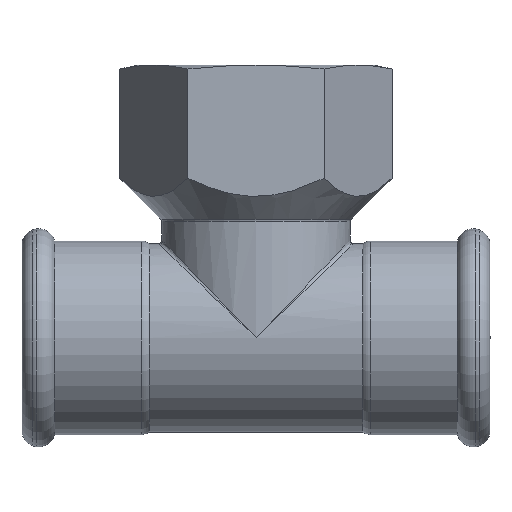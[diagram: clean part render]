
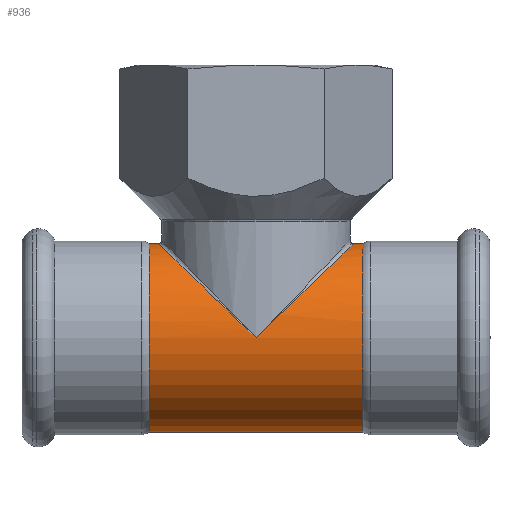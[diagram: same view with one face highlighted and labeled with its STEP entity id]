
A CAD part, front view. The second image highlights one B-rep face of the part: STEP entity #936.
In plain terms, the highlighted cylindrical face has radius 28 mm (diameter 56 mm), a full revolution.
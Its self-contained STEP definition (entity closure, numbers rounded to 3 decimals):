
#54=ELLIPSE('',#1048,40.311,28.);
#56=ELLIPSE('',#1050,40.311,28.);
#70=LINE('',#2130,#96);
#71=LINE('',#2132,#97);
#96=VECTOR('',#1275,28.);
#97=VECTOR('',#1276,28.);
#122=CYLINDRICAL_SURFACE('',#1051,28.);
#145=FACE_OUTER_BOUND('',#195,.T.);
#195=EDGE_LOOP('',(#671,#672,#673,#674,#675,#676,#677,#678,#679,#680,#681,
#682));
#276=CIRCLE('',#1052,28.);
#277=CIRCLE('',#1053,28.);
#278=CIRCLE('',#1054,28.);
#279=CIRCLE('',#1055,28.);
#280=CIRCLE('',#1056,28.);
#281=CIRCLE('',#1057,28.);
#375=VERTEX_POINT('',#2066);
#377=VERTEX_POINT('',#2069);
#378=VERTEX_POINT('',#2125);
#379=VERTEX_POINT('',#2126);
#380=VERTEX_POINT('',#2128);
#381=VERTEX_POINT('',#2131);
#382=VERTEX_POINT('',#2133);
#383=VERTEX_POINT('',#2135);
#494=EDGE_CURVE('',#377,#375,#54,.T.);
#496=EDGE_CURVE('',#375,#377,#56,.T.);
#497=EDGE_CURVE('',#378,#379,#276,.T.);
#498=EDGE_CURVE('',#380,#378,#277,.T.);
#499=EDGE_CURVE('',#380,#377,#70,.T.);
#500=EDGE_CURVE('',#377,#381,#71,.T.);
#501=EDGE_CURVE('',#381,#382,#278,.T.);
#502=EDGE_CURVE('',#382,#383,#279,.T.);
#503=EDGE_CURVE('',#383,#381,#280,.T.);
#504=EDGE_CURVE('',#379,#380,#281,.T.);
#671=ORIENTED_EDGE('',*,*,#497,.F.);
#672=ORIENTED_EDGE('',*,*,#498,.F.);
#673=ORIENTED_EDGE('',*,*,#499,.T.);
#674=ORIENTED_EDGE('',*,*,#500,.T.);
#675=ORIENTED_EDGE('',*,*,#501,.T.);
#676=ORIENTED_EDGE('',*,*,#502,.T.);
#677=ORIENTED_EDGE('',*,*,#503,.T.);
#678=ORIENTED_EDGE('',*,*,#500,.F.);
#679=ORIENTED_EDGE('',*,*,#496,.F.);
#680=ORIENTED_EDGE('',*,*,#494,.F.);
#681=ORIENTED_EDGE('',*,*,#499,.F.);
#682=ORIENTED_EDGE('',*,*,#504,.F.);
#936=ADVANCED_FACE('',(#145),#122,.T.);
#1048=AXIS2_PLACEMENT_3D('',#2071,#1263,#1264);
#1050=AXIS2_PLACEMENT_3D('',#2123,#1267,#1268);
#1051=AXIS2_PLACEMENT_3D('',#2124,#1269,#1270);
#1052=AXIS2_PLACEMENT_3D('',#2127,#1271,#1272);
#1053=AXIS2_PLACEMENT_3D('',#2129,#1273,#1274);
#1054=AXIS2_PLACEMENT_3D('',#2134,#1277,#1278);
#1055=AXIS2_PLACEMENT_3D('',#2136,#1279,#1280);
#1056=AXIS2_PLACEMENT_3D('',#2137,#1281,#1282);
#1057=AXIS2_PLACEMENT_3D('',#2138,#1283,#1284);
#1263=DIRECTION('center_axis',(-0.695,0.,0.719));
#1264=DIRECTION('ref_axis',(0.719,0.,0.695));
#1267=DIRECTION('center_axis',(0.695,0.,0.719));
#1268=DIRECTION('ref_axis',(-0.719,0.,0.695));
#1269=DIRECTION('center_axis',(1.,0.,0.));
#1270=DIRECTION('ref_axis',(0.,1.,0.));
#1271=DIRECTION('center_axis',(1.,0.,0.));
#1272=DIRECTION('ref_axis',(0.,1.,0.));
#1273=DIRECTION('center_axis',(1.,0.,0.));
#1274=DIRECTION('ref_axis',(0.,1.,0.));
#1275=DIRECTION('',(-1.,0.,0.));
#1276=DIRECTION('',(-1.,0.,0.));
#1277=DIRECTION('center_axis',(1.,0.,0.));
#1278=DIRECTION('ref_axis',(0.,1.,0.));
#1279=DIRECTION('center_axis',(1.,0.,0.));
#1280=DIRECTION('ref_axis',(0.,1.,0.));
#1281=DIRECTION('center_axis',(1.,0.,0.));
#1282=DIRECTION('ref_axis',(0.,1.,0.));
#1283=DIRECTION('center_axis',(1.,0.,0.));
#1284=DIRECTION('ref_axis',(0.,1.,0.));
#2066=CARTESIAN_POINT('',(0.,28.,0.));
#2069=CARTESIAN_POINT('',(0.,-28.,0.));
#2071=CARTESIAN_POINT('Origin',(0.,0.,0.));
#2123=CARTESIAN_POINT('Origin',(0.,0.,0.));
#2124=CARTESIAN_POINT('Origin',(26.817,0.,0.));
#2125=CARTESIAN_POINT('',(31.735,28.,0.));
#2126=CARTESIAN_POINT('',(31.735,0.,28.));
#2127=CARTESIAN_POINT('Origin',(31.735,0.,0.));
#2128=CARTESIAN_POINT('',(31.735,-28.,0.));
#2129=CARTESIAN_POINT('Origin',(31.735,0.,0.));
#2130=CARTESIAN_POINT('',(26.817,-28.,0.));
#2131=CARTESIAN_POINT('',(-31.735,-28.,0.));
#2132=CARTESIAN_POINT('',(26.817,-28.,0.));
#2133=CARTESIAN_POINT('',(-31.735,28.,0.));
#2134=CARTESIAN_POINT('Origin',(-31.735,0.,0.));
#2135=CARTESIAN_POINT('',(-31.735,0.,28.));
#2136=CARTESIAN_POINT('Origin',(-31.735,0.,0.));
#2137=CARTESIAN_POINT('Origin',(-31.735,0.,0.));
#2138=CARTESIAN_POINT('Origin',(31.735,0.,0.));
